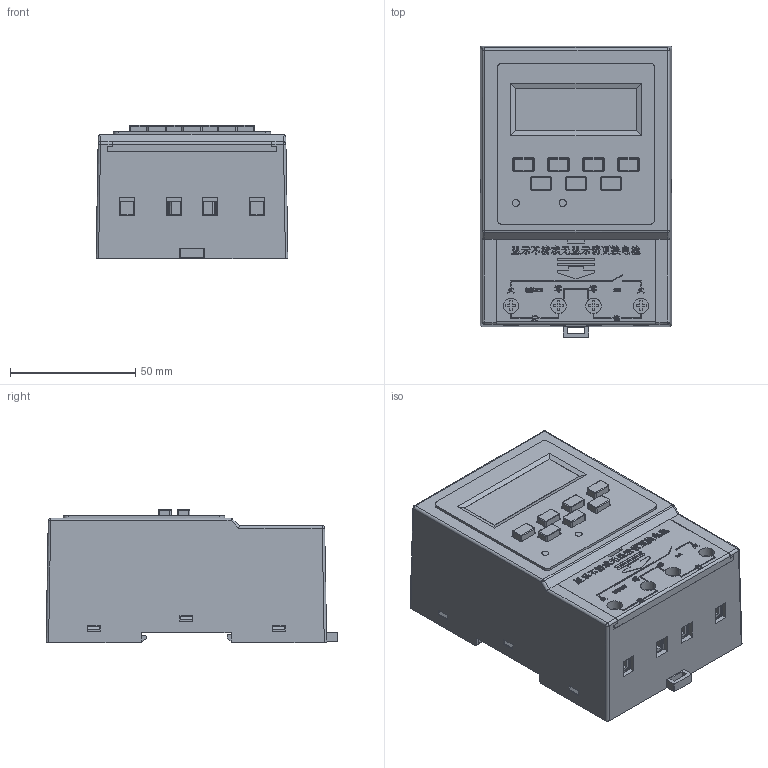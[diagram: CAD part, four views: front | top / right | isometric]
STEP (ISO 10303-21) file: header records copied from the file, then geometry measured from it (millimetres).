
FILE_DESCRIPTION (( 'STEP AP214' ), '1' );
FILE_NAME ('47KG316T.STEP', '2025-04-07T08:10:31', ( '' ), ( 'Microsoft' ), 'SwSTEP 2.0', 'SolidWorks 2014', '' );
FILE_SCHEMA (( 'AUTOMOTIVE_DESIGN' ));
Length unit declared in the file: millimetre
Products named in the file (18): MANIFOLD_SOLID_BREP_462-1; SKKG-Z; MANIFOLD_SOLID_BREP_465-1-1; MANIFOLD_SOLID_BREP_456-1-1; SKKG-G; MANIFOLD_SOLID_BREP_454-1; SKKG-DC-G; SKKG-YG; MANIFOLD_SOLID_BREP_457-1; MANIFOLD_SOLID_BREP_459-1; MANIFOLD_SOLID_BREP_455-1-1; 47KG316T; MANIFOLD_SOLID_BREP_461-1; MANIFOLD_SOLID_BREP_466-1-1; MANIFOLD_SOLID_BREP_467-1-1; MANIFOLD_SOLID_BREP_460-1; MANIFOLD_SOLID_BREP_464-1-1; MANIFOLD_SOLID_BREP_458-1
Assembly tree (20 placements, depth 2):
  47KG316T
    MANIFOLD_SOLID_BREP_455-1-1  x3
    MANIFOLD_SOLID_BREP_459-1
    MANIFOLD_SOLID_BREP_457-1
    SKKG-YG
    SKKG-DC-G
    MANIFOLD_SOLID_BREP_454-1
    SKKG-G
    MANIFOLD_SOLID_BREP_456-1-1  x2
    MANIFOLD_SOLID_BREP_465-1-1
    SKKG-Z
    MANIFOLD_SOLID_BREP_462-1
    MANIFOLD_SOLID_BREP_458-1
    MANIFOLD_SOLID_BREP_464-1-1
    MANIFOLD_SOLID_BREP_460-1
    MANIFOLD_SOLID_BREP_467-1-1
    MANIFOLD_SOLID_BREP_466-1-1
    MANIFOLD_SOLID_BREP_461-1
Bounding box: 76.71 x 116.7 x 53.2 mm (x, y, z)
Volume: 102464.9 mm3; surface area: 116633 mm2
Topology: 20 solids, 20 shells, 4565 faces, 12365 edges, 7987 vertices
Faces by surface type: plane 3308, cylinder 803, bspline 173, cone 146, torus 93, sphere 42
Entity records: 215216 total; most frequent: CARTESIAN_POINT 56408, ORIENTED_EDGE 24362, DIRECTION 19412, EDGE_CURVE 12181, VECTOR 9238, LINE 9238, VERTEX_POINT 7873, AXIS2_PLACEMENT_3D 5087
